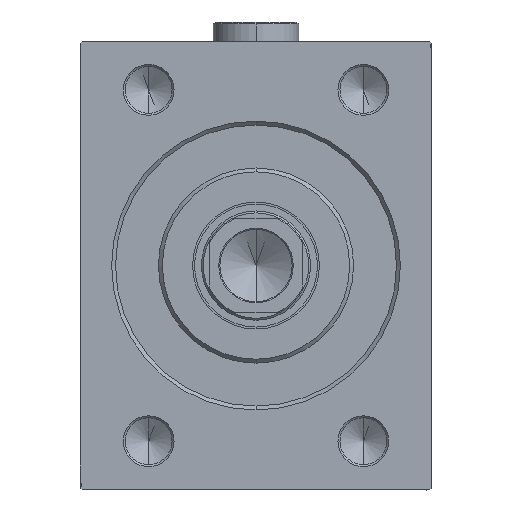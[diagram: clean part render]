
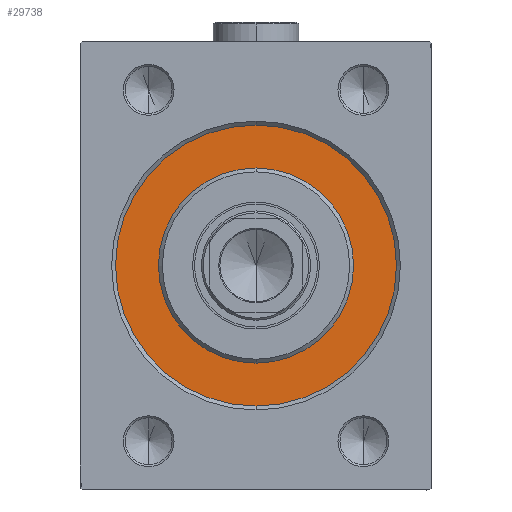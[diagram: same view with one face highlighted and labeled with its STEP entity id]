
A CAD part, left-side view. The second image highlights one B-rep face of the part: STEP entity #29738.
In plain terms, the highlighted face is planar.
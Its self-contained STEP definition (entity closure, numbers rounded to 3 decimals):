
#775 = VERTEX_POINT ( 'NONE', #3104 ) ;
#1387 = CIRCLE ( 'NONE', #23529, 25. ) ;
#2442 = ORIENTED_EDGE ( 'NONE', *, *, #9431, .F. ) ;
#2858 = AXIS2_PLACEMENT_3D ( 'NONE', #11010, #35491, #31791 ) ;
#3104 = CARTESIAN_POINT ( 'NONE',  ( 0., 0., 36. ) ) ;
#3467 = AXIS2_PLACEMENT_3D ( 'NONE', #12262, #22881, #43704 ) ;
#4287 = CIRCLE ( 'NONE', #40422, 36. ) ;
#6089 = EDGE_CURVE ( 'NONE', #31499, #775, #4287, .T. ) ;
#7065 = AXIS2_PLACEMENT_3D ( 'NONE', #39354, #28031, #25463 ) ;
#8808 = FACE_OUTER_BOUND ( 'NONE', #43511, .T. ) ;
#9367 = EDGE_CURVE ( 'NONE', #10376, #43729, #1387, .T. ) ;
#9431 = EDGE_CURVE ( 'NONE', #775, #31499, #22766, .T. ) ;
#9636 = CARTESIAN_POINT ( 'NONE',  ( 0., 0., 0. ) ) ;
#9753 = ORIENTED_EDGE ( 'NONE', *, *, #9367, .F. ) ;
#10376 = VERTEX_POINT ( 'NONE', #24425 ) ;
#11010 = CARTESIAN_POINT ( 'NONE',  ( 0., 0., 0. ) ) ;
#12262 = CARTESIAN_POINT ( 'NONE',  ( 0., 0., 0. ) ) ;
#12731 = PLANE ( 'NONE',  #3467 ) ;
#13011 = ORIENTED_EDGE ( 'NONE', *, *, #6089, .F. ) ;
#13039 = EDGE_LOOP ( 'NONE', ( #26398, #9753 ) ) ;
#15500 = FACE_BOUND ( 'NONE', #13039, .T. ) ;
#20023 = DIRECTION ( 'NONE',  ( 0., 0., -1. ) ) ;
#22766 = CIRCLE ( 'NONE', #2858, 36. ) ;
#22881 = DIRECTION ( 'NONE',  ( -1., 0., 0. ) ) ;
#23480 = DIRECTION ( 'NONE',  ( 1., 0., 0. ) ) ;
#23529 = AXIS2_PLACEMENT_3D ( 'NONE', #9636, #23480, #20023 ) ;
#24425 = CARTESIAN_POINT ( 'NONE',  ( 0., 0., -25. ) ) ;
#25316 = EDGE_CURVE ( 'NONE', #43729, #10376, #28416, .T. ) ;
#25463 = DIRECTION ( 'NONE',  ( 0., 0., -1. ) ) ;
#26398 = ORIENTED_EDGE ( 'NONE', *, *, #25316, .F. ) ;
#28031 = DIRECTION ( 'NONE',  ( 1., 0., 0. ) ) ;
#28416 = CIRCLE ( 'NONE', #7065, 25. ) ;
#29738 = ADVANCED_FACE ( 'NONE', ( #15500, #8808 ), #12731, .F. ) ;
#31499 = VERTEX_POINT ( 'NONE', #44041 ) ;
#31791 = DIRECTION ( 'NONE',  ( 0., 0., 1. ) ) ;
#33214 = DIRECTION ( 'NONE',  ( -1., 0., 0. ) ) ;
#33444 = CARTESIAN_POINT ( 'NONE',  ( 0., 0., 0. ) ) ;
#35491 = DIRECTION ( 'NONE',  ( -1., 0., 0. ) ) ;
#36906 = DIRECTION ( 'NONE',  ( 0., 0., 1. ) ) ;
#39354 = CARTESIAN_POINT ( 'NONE',  ( 0., 0., 0. ) ) ;
#40422 = AXIS2_PLACEMENT_3D ( 'NONE', #33444, #33214, #36906 ) ;
#40679 = CARTESIAN_POINT ( 'NONE',  ( 0., 0., 25. ) ) ;
#43511 = EDGE_LOOP ( 'NONE', ( #13011, #2442 ) ) ;
#43704 = DIRECTION ( 'NONE',  ( 0., 0., 1. ) ) ;
#43729 = VERTEX_POINT ( 'NONE', #40679 ) ;
#44041 = CARTESIAN_POINT ( 'NONE',  ( 0., 0., -36. ) ) ;
